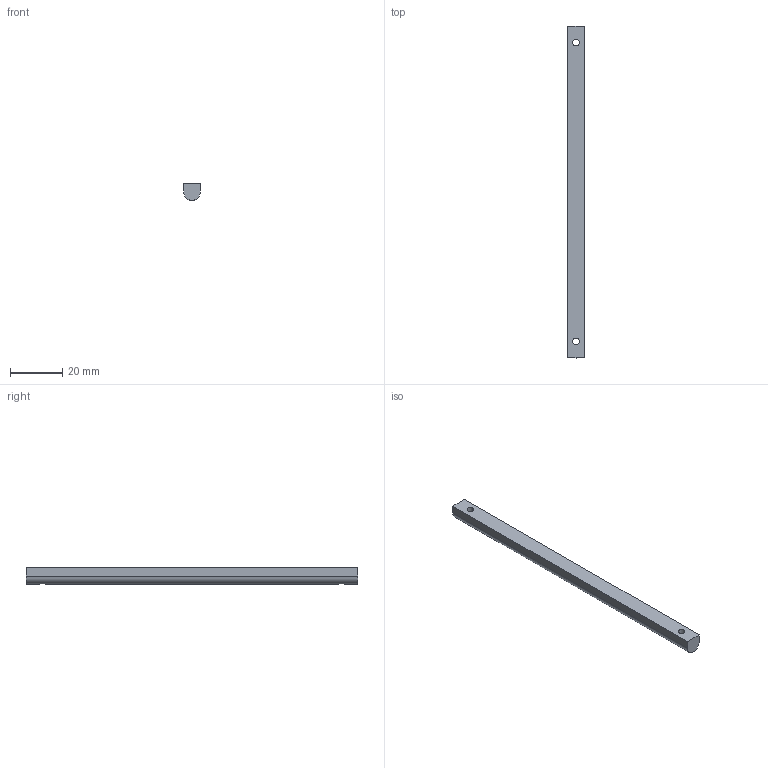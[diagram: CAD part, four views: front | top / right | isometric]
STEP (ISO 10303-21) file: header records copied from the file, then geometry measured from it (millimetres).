
FILE_DESCRIPTION (( 'STEP AP214' ), '1' );
FILE_NAME ('beam2t3.STEP', '2022-09-12T02:46:02', ( '' ), ( '' ), 'SwSTEP 2.0', 'SolidWorks 2021', '' );
FILE_SCHEMA (( 'AUTOMOTIVE_DESIGN' ));
Length unit declared in the file: inch
Products named in the file (1): beam2t3
Bounding box: 6.35 x 127 x 6.35 mm (x, y, z)
Volume: 4505.9 mm3; surface area: 3031.2 mm2
Topology: 1 solids, 1 shells, 11 faces, 33 edges, 22 vertices
Faces by surface type: cylinder 6, plane 5
Entity records: 547 total; most frequent: CARTESIAN_POINT 155, ORIENTED_EDGE 66, DIRECTION 57, EDGE_CURVE 33, VERTEX_POINT 22, AXIS2_PLACEMENT_3D 20, LINE 17, VECTOR 17
